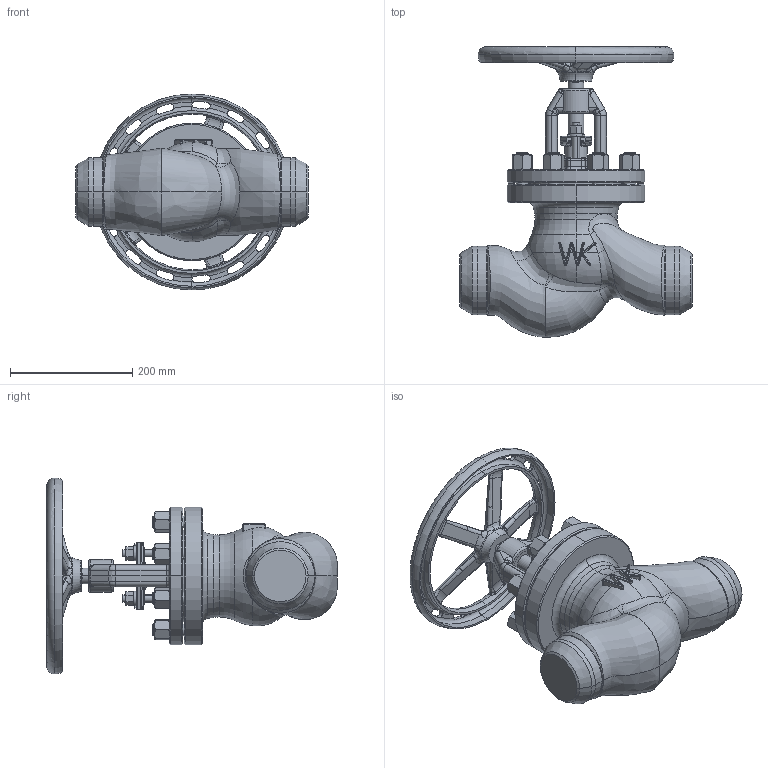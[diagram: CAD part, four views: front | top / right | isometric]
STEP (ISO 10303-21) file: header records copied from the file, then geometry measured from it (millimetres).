
FILE_DESCRIPTION (( 'STEP AP214' ), '1' );
FILE_NAME ('[80] 530S DN80 katalog.STEP', '2015-03-02T07:50:21', ( '' ), ( '' ), 'SwSTEP 2.0', 'SolidWorks 2015', '' );
FILE_SCHEMA (( 'AUTOMOTIVE_DESIGN' ));
Length unit declared in the file: millimetre
Products named in the file (1): [80] 530S DN80 katalog
Bounding box: 380 x 474.56 x 320 mm (x, y, z)
Volume: 9275384.9 mm3; surface area: 564944 mm2
Topology: 1 solids, 1 shells, 1108 faces, 2823 edges, 1677 vertices
Faces by surface type: cylinder 322, plane 251, bspline 241, cone 190, torus 83, sphere 21
Entity records: 68186 total; most frequent: CARTESIAN_POINT 36065, ORIENTED_EDGE 5578, DIRECTION 4498, EDGE_CURVE 2789, AXIS2_PLACEMENT_3D 1907, VERTEX_POINT 1677, EDGE_LOOP 1166, ADVANCED_FACE 1108
